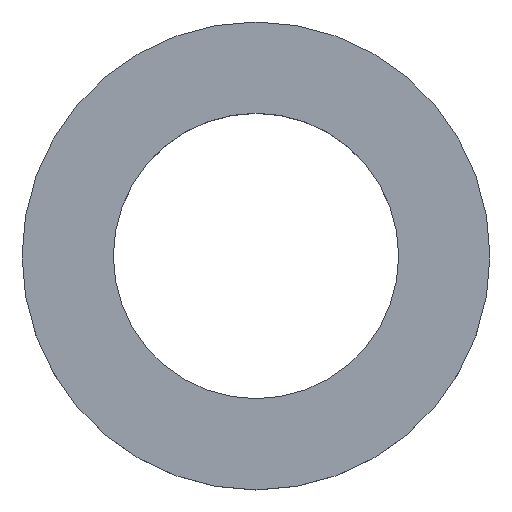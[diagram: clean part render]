
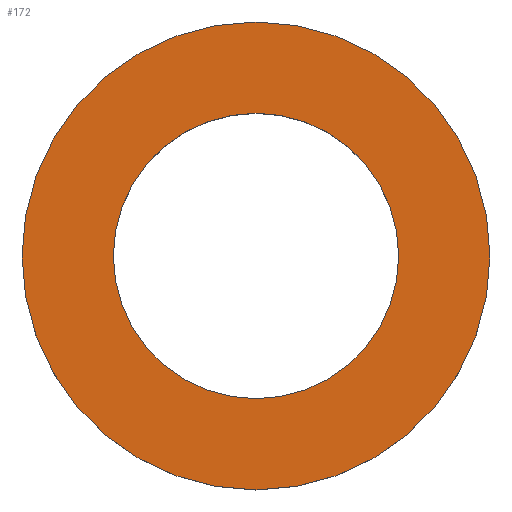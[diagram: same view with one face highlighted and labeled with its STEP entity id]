
A CAD part, top view. The second image highlights one B-rep face of the part: STEP entity #172.
In plain terms, the highlighted planar face has unit normal (0, 0, 1).
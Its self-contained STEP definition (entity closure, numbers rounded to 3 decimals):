
#3 = DIRECTION ( 'NONE',  ( 0., 0., 1. ) ) ;
#23 = DIRECTION ( 'NONE',  ( 1., 0., 0. ) ) ;
#34 = VERTEX_POINT ( 'NONE', #37 ) ;
#35 = CIRCLE ( 'NONE', #214, 6.1 ) ;
#37 = CARTESIAN_POINT ( 'NONE',  ( -6.1, 0., 5. ) ) ;
#43 = DIRECTION ( 'NONE',  ( 1., 0., 0. ) ) ;
#44 = ORIENTED_EDGE ( 'NONE', *, *, #265, .T. ) ;
#46 = CIRCLE ( 'NONE', #256, 6.1 ) ;
#47 = CARTESIAN_POINT ( 'NONE',  ( 0., 0., 5. ) ) ;
#56 = VERTEX_POINT ( 'NONE', #266 ) ;
#65 = EDGE_CURVE ( 'NONE', #252, #56, #196, .T. ) ;
#66 = CARTESIAN_POINT ( 'NONE',  ( 0., 0., 5. ) ) ;
#76 = ORIENTED_EDGE ( 'NONE', *, *, #65, .T. ) ;
#100 = AXIS2_PLACEMENT_3D ( 'NONE', #66, #288, #189 ) ;
#101 = EDGE_LOOP ( 'NONE', ( #248, #180 ) ) ;
#112 = CARTESIAN_POINT ( 'NONE',  ( 10., 0., 5. ) ) ;
#115 = FACE_BOUND ( 'NONE', #101, .T. ) ;
#130 = AXIS2_PLACEMENT_3D ( 'NONE', #212, #3, #279 ) ;
#134 = DIRECTION ( 'NONE',  ( 0., 0., 1. ) ) ;
#140 = EDGE_CURVE ( 'NONE', #144, #34, #35, .T. ) ;
#141 = DIRECTION ( 'NONE',  ( 0., 0., 1. ) ) ;
#144 = VERTEX_POINT ( 'NONE', #237 ) ;
#163 = CIRCLE ( 'NONE', #100, 10. ) ;
#164 = CARTESIAN_POINT ( 'NONE',  ( 0., 0., 5. ) ) ;
#172 = ADVANCED_FACE ( 'NONE', ( #115, #194 ), #221, .T. ) ;
#180 = ORIENTED_EDGE ( 'NONE', *, *, #140, .F. ) ;
#189 = DIRECTION ( 'NONE',  ( 1., 0., 0. ) ) ;
#190 = DIRECTION ( 'NONE',  ( 1., 0., 0. ) ) ;
#194 = FACE_OUTER_BOUND ( 'NONE', #295, .T. ) ;
#196 = CIRCLE ( 'NONE', #130, 10. ) ;
#197 = EDGE_CURVE ( 'NONE', #34, #144, #46, .T. ) ;
#210 = CARTESIAN_POINT ( 'NONE',  ( 0., 0., 5. ) ) ;
#212 = CARTESIAN_POINT ( 'NONE',  ( 0., 0., 5. ) ) ;
#214 = AXIS2_PLACEMENT_3D ( 'NONE', #210, #134, #23 ) ;
#217 = AXIS2_PLACEMENT_3D ( 'NONE', #47, #141, #43 ) ;
#221 = PLANE ( 'NONE',  #217 ) ;
#237 = CARTESIAN_POINT ( 'NONE',  ( 6.1, 0., 5. ) ) ;
#248 = ORIENTED_EDGE ( 'NONE', *, *, #197, .F. ) ;
#252 = VERTEX_POINT ( 'NONE', #112 ) ;
#256 = AXIS2_PLACEMENT_3D ( 'NONE', #164, #269, #190 ) ;
#265 = EDGE_CURVE ( 'NONE', #56, #252, #163, .T. ) ;
#266 = CARTESIAN_POINT ( 'NONE',  ( -10., 0., 5. ) ) ;
#269 = DIRECTION ( 'NONE',  ( 0., 0., 1. ) ) ;
#279 = DIRECTION ( 'NONE',  ( 1., 0., 0. ) ) ;
#288 = DIRECTION ( 'NONE',  ( 0., 0., 1. ) ) ;
#295 = EDGE_LOOP ( 'NONE', ( #44, #76 ) ) ;
